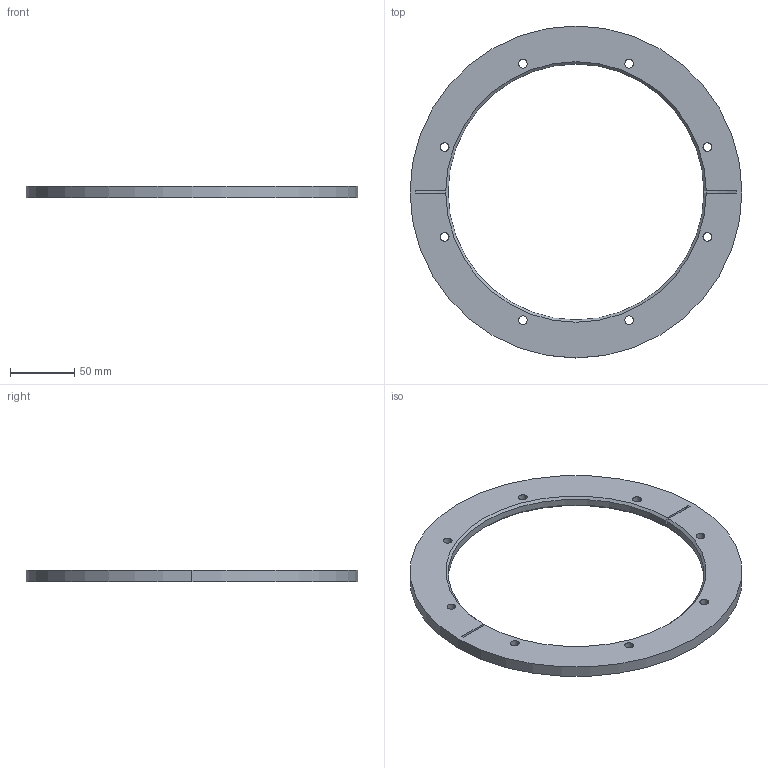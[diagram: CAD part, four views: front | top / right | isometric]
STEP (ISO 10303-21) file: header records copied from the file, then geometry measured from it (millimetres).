
FILE_DESCRIPTION (( 'STEP AP203' ), '1' );
FILE_NAME ('F899.STEP', '2022-04-21T21:03:46', ( '' ), ( '' ), 'SwSTEP 2.0', 'SolidWorks 2020', '' );
FILE_SCHEMA (( 'CONFIG_CONTROL_DESIGN' ));
Length unit declared in the file: inch
Products named in the file (1): F899
Bounding box: 258.19 x 258.19 x 8.94 mm (x, y, z)
Volume: 185068.1 mm3; surface area: 55360.7 mm2
Topology: 1 solids, 1 shells, 34 faces, 94 edges, 62 vertices
Faces by surface type: cylinder 22, plane 8, cone 4
Entity records: 1233 total; most frequent: DIRECTION 212, CARTESIAN_POINT 203, ORIENTED_EDGE 188, EDGE_CURVE 94, AXIS2_PLACEMENT_3D 87, VERTEX_POINT 62, EDGE_LOOP 52, CIRCLE 52
